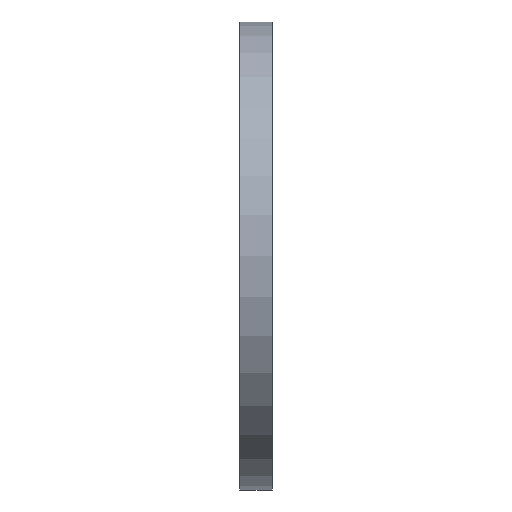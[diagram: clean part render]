
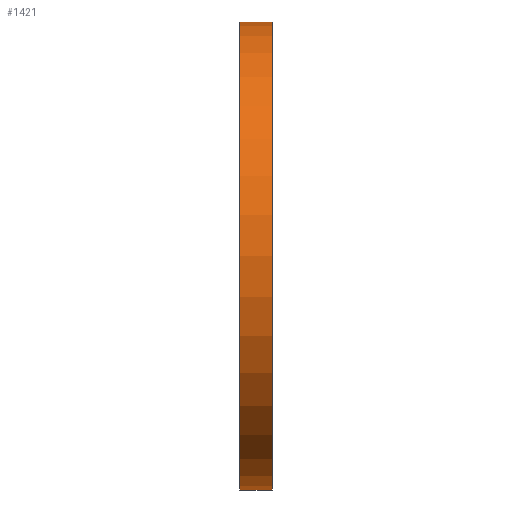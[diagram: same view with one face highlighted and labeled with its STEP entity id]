
A CAD part, front view. The second image highlights one B-rep face of the part: STEP entity #1421.
In plain terms, the highlighted cylindrical face has radius 1098.55 mm (diameter 2197.1 mm), a partial arc.
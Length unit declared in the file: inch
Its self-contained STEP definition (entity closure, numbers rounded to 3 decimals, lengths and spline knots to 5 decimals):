
#31 = ORIENTED_EDGE ( 'NONE', *, *, #137, .T. ) ;
#36 = VECTOR ( 'NONE', #1255, 39.37008 ) ;
#37 = DIRECTION ( 'NONE',  ( -1., 0., 0. ) ) ;
#71 = DIRECTION ( 'NONE',  ( 0., 0., 1. ) ) ;
#81 = DIRECTION ( 'NONE',  ( -1., 0., 0. ) ) ;
#102 = VERTEX_POINT ( 'NONE', #1436 ) ;
#110 = VERTEX_POINT ( 'NONE', #806 ) ;
#118 = ORIENTED_EDGE ( 'NONE', *, *, #333, .F. ) ;
#137 = EDGE_CURVE ( 'NONE', #102, #110, #1570, .T. ) ;
#271 = CARTESIAN_POINT ( 'NONE',  ( 0.0625, 0., -43.25 ) ) ;
#278 = CIRCLE ( 'NONE', #412, 43.25 ) ;
#282 = AXIS2_PLACEMENT_3D ( 'NONE', #1389, #1126, #869 ) ;
#333 = EDGE_CURVE ( 'NONE', #517, #110, #442, .T. ) ;
#390 = CYLINDRICAL_SURFACE ( 'NONE', #1486, 43.25 ) ;
#403 = EDGE_CURVE ( 'NONE', #751, #517, #747, .T. ) ;
#412 = AXIS2_PLACEMENT_3D ( 'NONE', #1498, #81, #444 ) ;
#442 = CIRCLE ( 'NONE', #282, 43.25 ) ;
#444 = DIRECTION ( 'NONE',  ( 0., 0., 1. ) ) ;
#485 = CARTESIAN_POINT ( 'NONE',  ( 0., 0., -43.25 ) ) ;
#517 = VERTEX_POINT ( 'NONE', #271 ) ;
#732 = ORIENTED_EDGE ( 'NONE', *, *, #403, .F. ) ;
#747 = LINE ( 'NONE', #485, #36 ) ;
#751 = VERTEX_POINT ( 'NONE', #1141 ) ;
#806 = CARTESIAN_POINT ( 'NONE',  ( 0.0625, 0., 43.25 ) ) ;
#859 = EDGE_LOOP ( 'NONE', ( #732, #1522, #31, #118 ) ) ;
#869 = DIRECTION ( 'NONE',  ( 0., 0., 1. ) ) ;
#914 = FACE_OUTER_BOUND ( 'NONE', #859, .T. ) ;
#1070 = VECTOR ( 'NONE', #37, 39.37008 ) ;
#1082 = CARTESIAN_POINT ( 'NONE',  ( 0., 0., 43.25 ) ) ;
#1091 = EDGE_CURVE ( 'NONE', #751, #102, #278, .T. ) ;
#1126 = DIRECTION ( 'NONE',  ( -1., 0., 0. ) ) ;
#1141 = CARTESIAN_POINT ( 'NONE',  ( 6.125, 0., -43.25 ) ) ;
#1255 = DIRECTION ( 'NONE',  ( -1., 0., 0. ) ) ;
#1297 = DIRECTION ( 'NONE',  ( -1., 0., 0. ) ) ;
#1338 = CARTESIAN_POINT ( 'NONE',  ( 0., 0., 0. ) ) ;
#1389 = CARTESIAN_POINT ( 'NONE',  ( 0.0625, 0., 0. ) ) ;
#1421 = ADVANCED_FACE ( 'NONE', ( #914 ), #390, .T. ) ;
#1436 = CARTESIAN_POINT ( 'NONE',  ( 6.125, 0., 43.25 ) ) ;
#1486 = AXIS2_PLACEMENT_3D ( 'NONE', #1338, #1297, #71 ) ;
#1498 = CARTESIAN_POINT ( 'NONE',  ( 6.125, 0., 0. ) ) ;
#1522 = ORIENTED_EDGE ( 'NONE', *, *, #1091, .T. ) ;
#1570 = LINE ( 'NONE', #1082, #1070 ) ;
